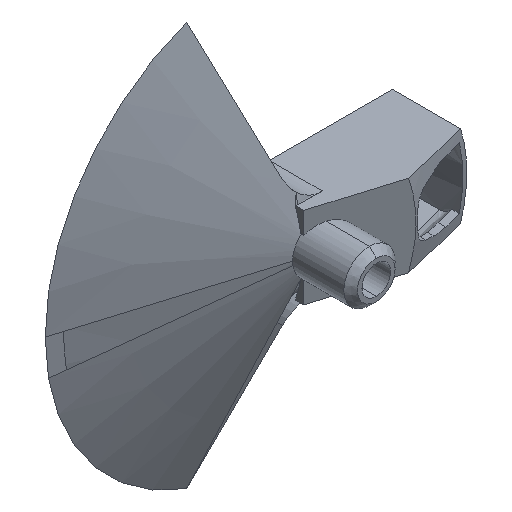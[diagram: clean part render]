
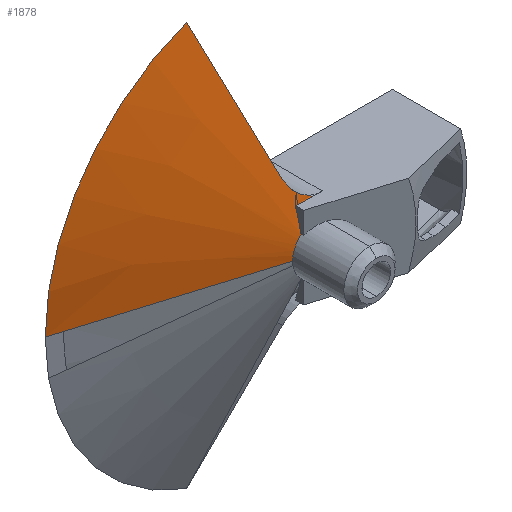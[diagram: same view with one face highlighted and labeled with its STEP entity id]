
A CAD part, isometric view. The second image highlights one B-rep face of the part: STEP entity #1878.
In plain terms, the highlighted conical face has half-angle 72.999 degrees and reference radius 63 mm.
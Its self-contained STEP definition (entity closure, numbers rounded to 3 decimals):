
#47 = B_SPLINE_CURVE_WITH_KNOTS ( 'NONE', 3,
 ( #893, #1761, #523, #1244, #155, #143, #2270, #849, #179, #1395, #1574, #1374 ),
 .UNSPECIFIED., .F., .F.,
 ( 4, 2, 2, 2, 2, 4 ),
 ( 0., 0.003, 0.005, 0.006, 0.009, 0.012 ),
 .UNSPECIFIED. ) ;
#133 = CARTESIAN_POINT ( 'NONE',  ( 0., 8.722, 0. ) ) ;
#143 = CARTESIAN_POINT ( 'NONE',  ( -2.32, 12.847, 13.299 ) ) ;
#155 = CARTESIAN_POINT ( 'NONE',  ( -1.406, 12.668, 12.838 ) ) ;
#172 = CARTESIAN_POINT ( 'NONE',  ( 1.35, 12.408, 12. ) ) ;
#179 = CARTESIAN_POINT ( 'NONE',  ( -4.725, 13.574, 15.155 ) ) ;
#200 = B_SPLINE_CURVE_WITH_KNOTS ( 'NONE', 3,
 ( #371, #1931, #1577, #2274, #1765, #1071 ),
 .UNSPECIFIED., .F., .F.,
 ( 4, 2, 4 ),
 ( 0.032, 0.035, 0.039 ),
 .UNSPECIFIED. ) ;
#207 = ORIENTED_EDGE ( 'NONE', *, *, #1251, .F. ) ;
#259 = EDGE_CURVE ( 'NONE', #880, #831, #2047, .T. ) ;
#267 = EDGE_CURVE ( 'NONE', #880, #2173, #200, .T. ) ;
#306 = VECTOR ( 'NONE', #669, 1000. ) ;
#315 = LINE ( 'NONE', #133, #306 ) ;
#345 = CARTESIAN_POINT ( 'NONE',  ( 2.634, 12.478, 12. ) ) ;
#354 = VERTEX_POINT ( 'NONE', #1805 ) ;
#371 = CARTESIAN_POINT ( 'NONE',  ( -5., 12.696, 12. ) ) ;
#421 = ORIENTED_EDGE ( 'NONE', *, *, #267, .F. ) ;
#438 = EDGE_LOOP ( 'NONE', ( #207, #985, #421, #593, #1288, #808, #2246 ) ) ;
#514 = DIRECTION ( 'NONE',  ( -1., 0., 0. ) ) ;
#518 = CARTESIAN_POINT ( 'NONE',  ( -5., 12.696, 12. ) ) ;
#519 = CARTESIAN_POINT ( 'NONE',  ( -63., 27.984, 0. ) ) ;
#523 = CARTESIAN_POINT ( 'NONE',  ( 0.563, 12.432, 12.161 ) ) ;
#526 = EDGE_CURVE ( 'NONE', #776, #1055, #782, .T. ) ;
#548 = CARTESIAN_POINT ( 'NONE',  ( 1.995, 12.436, 12. ) ) ;
#593 = ORIENTED_EDGE ( 'NONE', *, *, #259, .T. ) ;
#607 = CARTESIAN_POINT ( 'NONE',  ( 0., 11.015, 0. ) ) ;
#634 = VECTOR ( 'NONE', #2256, 1000. ) ;
#669 = DIRECTION ( 'NONE',  ( 0.327, -0.292, -0.899 ) ) ;
#671 = AXIS2_PLACEMENT_3D ( 'NONE', #1245, #2081, #2102 ) ;
#714 = CARTESIAN_POINT ( 'NONE',  ( -21.547, 27.984, 59.201 ) ) ;
#776 = VERTEX_POINT ( 'NONE', #2201 ) ;
#782 = CIRCLE ( 'NONE', #671, 63. ) ;
#790 = AXIS2_PLACEMENT_3D ( 'NONE', #1027, #884, #514 ) ;
#808 = ORIENTED_EDGE ( 'NONE', *, *, #1450, .F. ) ;
#831 = VERTEX_POINT ( 'NONE', #345 ) ;
#849 = CARTESIAN_POINT ( 'NONE',  ( -4.007, 13.303, 14.455 ) ) ;
#880 = VERTEX_POINT ( 'NONE', #2063 ) ;
#884 = DIRECTION ( 'NONE',  ( 0., 1., 0. ) ) ;
#893 = CARTESIAN_POINT ( 'NONE',  ( 2.634, 12.478, 12. ) ) ;
#962 = CARTESIAN_POINT ( 'NONE',  ( -5., 11.015, 5.59 ) ) ;
#985 = ORIENTED_EDGE ( 'NONE', *, *, #2087, .F. ) ;
#1027 = CARTESIAN_POINT ( 'NONE',  ( 0., 27.984, 0. ) ) ;
#1042 = LINE ( 'NONE', #519, #634 ) ;
#1044 = AXIS2_PLACEMENT_3D ( 'NONE', #607, #2179, #1869 ) ;
#1055 = VERTEX_POINT ( 'NONE', #714 ) ;
#1071 = CARTESIAN_POINT ( 'NONE',  ( -5., 11.015, 5.59 ) ) ;
#1229 = CARTESIAN_POINT ( 'NONE',  ( -7.5, 11.015, 0. ) ) ;
#1230 = CONICAL_SURFACE ( 'NONE', #790, 63., 1.274 ) ;
#1241 = VERTEX_POINT ( 'NONE', #1229 ) ;
#1244 = CARTESIAN_POINT ( 'NONE',  ( -0.928, 12.594, 12.641 ) ) ;
#1245 = CARTESIAN_POINT ( 'NONE',  ( 0., 27.984, 0. ) ) ;
#1251 = EDGE_CURVE ( 'NONE', #1241, #776, #1042, .T. ) ;
#1288 = ORIENTED_EDGE ( 'NONE', *, *, #1849, .T. ) ;
#1374 = CARTESIAN_POINT ( 'NONE',  ( -6.762, 14.767, 18.58 ) ) ;
#1391 = CARTESIAN_POINT ( 'NONE',  ( 0.064, 12.385, 12. ) ) ;
#1395 = CARTESIAN_POINT ( 'NONE',  ( -5.943, 14.158, 16.762 ) ) ;
#1423 = CARTESIAN_POINT ( 'NONE',  ( -3.748, 12.549, 12. ) ) ;
#1450 = EDGE_CURVE ( 'NONE', #1055, #354, #315, .T. ) ;
#1574 = CARTESIAN_POINT ( 'NONE',  ( -6.419, 14.46, 17.636 ) ) ;
#1577 = CARTESIAN_POINT ( 'NONE',  ( -5., 12.101, 9.873 ) ) ;
#1595 = CIRCLE ( 'NONE', #1044, 7.5 ) ;
#1605 = CARTESIAN_POINT ( 'NONE',  ( 2.634, 12.478, 12. ) ) ;
#1761 = CARTESIAN_POINT ( 'NONE',  ( 1.585, 12.409, 12. ) ) ;
#1765 = CARTESIAN_POINT ( 'NONE',  ( -5., 11.26, 6.668 ) ) ;
#1805 = CARTESIAN_POINT ( 'NONE',  ( -6.762, 14.767, 18.58 ) ) ;
#1849 = EDGE_CURVE ( 'NONE', #831, #354, #47, .T. ) ;
#1869 = DIRECTION ( 'NONE',  ( -1., 0., 0. ) ) ;
#1878 = ADVANCED_FACE ( 'NONE', ( #2091 ), #1230, .T. ) ;
#1915 = CARTESIAN_POINT ( 'NONE',  ( -0.576, 12.39, 12. ) ) ;
#1931 = CARTESIAN_POINT ( 'NONE',  ( -5., 12.396, 10.937 ) ) ;
#2047 = B_SPLINE_CURVE_WITH_KNOTS ( 'NONE', 3,
 ( #518, #1423, #2264, #1915, #1391, #172, #548, #1605 ),
 .UNSPECIFIED., .F., .F.,
 ( 4, 2, 2, 4 ),
 ( 0.029, 0.032, 0.034, 0.036 ),
 .UNSPECIFIED. ) ;
#2063 = CARTESIAN_POINT ( 'NONE',  ( -5., 12.696, 12. ) ) ;
#2081 = DIRECTION ( 'NONE',  ( 0., 1., 0. ) ) ;
#2087 = EDGE_CURVE ( 'NONE', #2173, #1241, #1595, .T. ) ;
#2091 = FACE_OUTER_BOUND ( 'NONE', #438, .T. ) ;
#2102 = DIRECTION ( 'NONE',  ( -1., 0., 0. ) ) ;
#2173 = VERTEX_POINT ( 'NONE', #962 ) ;
#2179 = DIRECTION ( 'NONE',  ( 0., -1., 0. ) ) ;
#2201 = CARTESIAN_POINT ( 'NONE',  ( -63., 27.984, 0. ) ) ;
#2246 = ORIENTED_EDGE ( 'NONE', *, *, #526, .F. ) ;
#2256 = DIRECTION ( 'NONE',  ( -0.956, 0.292, 0. ) ) ;
#2264 = CARTESIAN_POINT ( 'NONE',  ( -2.487, 12.448, 12. ) ) ;
#2270 = CARTESIAN_POINT ( 'NONE',  ( -2.758, 12.952, 13.563 ) ) ;
#2274 = CARTESIAN_POINT ( 'NONE',  ( -5., 11.534, 7.738 ) ) ;
